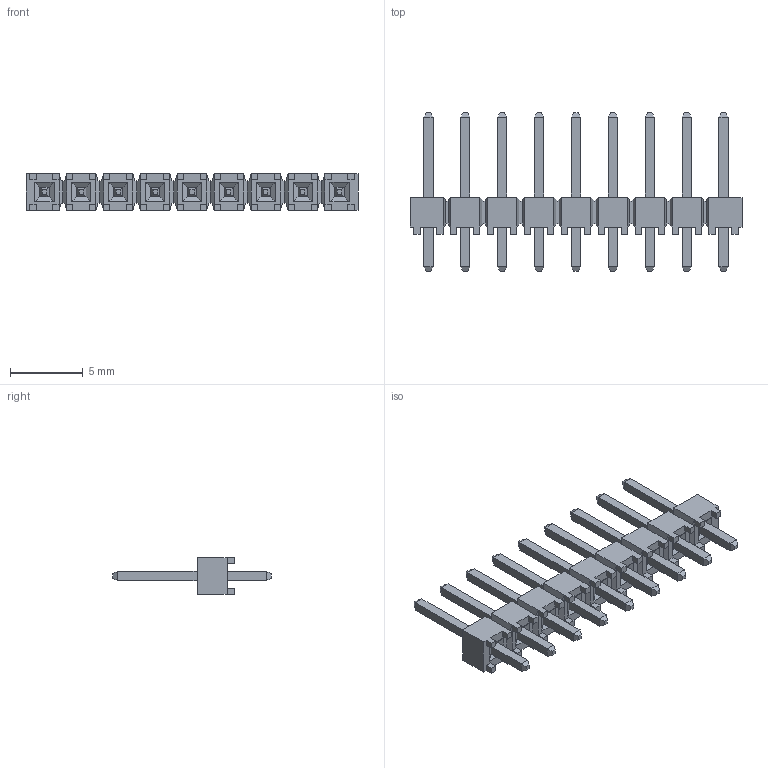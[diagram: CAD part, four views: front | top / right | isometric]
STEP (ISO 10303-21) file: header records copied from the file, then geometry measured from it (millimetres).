
FILE_DESCRIPTION (( 'STEP AP214' ), '1' );
FILE_NAME ('Samtec-$PARTNUMBER.STEP', '2010-10-20T14:32:42', ( 'SysAdmin' ), ( 'SolidWorks' ), 'SwSTEP 2.0', 'SolidWorks 2010', '' );
FILE_SCHEMA (( 'AUTOMOTIVE_DESIGN' ));
Length unit declared in the file: inch
Products named in the file (1): Samtec-$PARTNUMBER
Bounding box: 22.86 x 10.92 x 2.54 mm (x, y, z)
Volume: 141.8 mm3; surface area: 484 mm2
Topology: 1 solids, 1 shells, 496 faces, 1188 edges, 712 vertices
Faces by surface type: plane 496
Entity records: 18134 total; most frequent: CARTESIAN_POINT 2397, ORIENTED_EDGE 2376, DIRECTION 2182, VECTOR 1188, LINE 1188, EDGE_CURVE 1188, VERTEX_POINT 712, EDGE_LOOP 514
